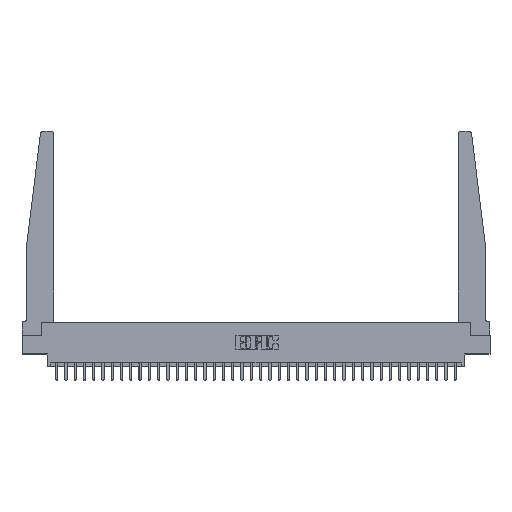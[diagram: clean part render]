
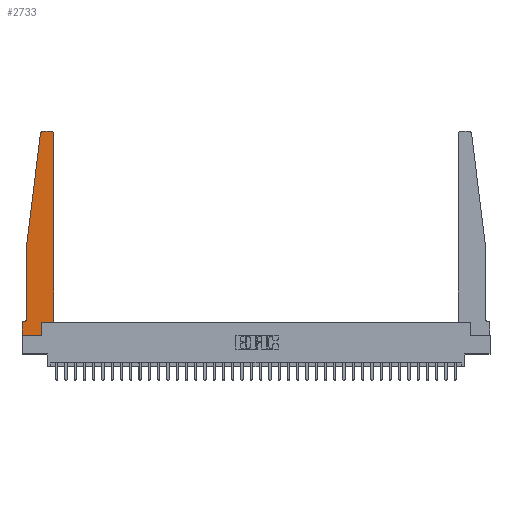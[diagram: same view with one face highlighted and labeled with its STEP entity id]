
A CAD part, top view. The second image highlights one B-rep face of the part: STEP entity #2733.
In plain terms, the highlighted planar face has unit normal (0, 0, 1).
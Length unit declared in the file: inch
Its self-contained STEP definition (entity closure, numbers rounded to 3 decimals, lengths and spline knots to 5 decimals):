
#50 = VERTEX_POINT ( 'NONE', #13394 ) ;
#54 = ORIENTED_EDGE ( 'NONE', *, *, #18187, .T. ) ;
#481 = CARTESIAN_POINT ( 'NONE',  ( 0., 0., 0.37 ) ) ;
#678 = ORIENTED_EDGE ( 'NONE', *, *, #16604, .T. ) ;
#1136 = DIRECTION ( 'NONE',  ( 0., -1., 0. ) ) ;
#1417 = CARTESIAN_POINT ( 'NONE',  ( 0.25, 2.75, 0.37 ) ) ;
#1699 = CARTESIAN_POINT ( 'NONE',  ( 0.2605, 0.18, 0.37 ) ) ;
#1967 = CARTESIAN_POINT ( 'NONE',  ( 0.065, 1.25, 0.37 ) ) ;
#2520 = CARTESIAN_POINT ( 'NONE',  ( 0.395, 2.75, 0.37 ) ) ;
#2555 = VERTEX_POINT ( 'NONE', #2520 ) ;
#2733 = ADVANCED_FACE ( 'NONE', ( #28691 ), #3905, .T. ) ;
#2773 = DIRECTION ( 'NONE',  ( -1., 0., 0. ) ) ;
#2847 = CARTESIAN_POINT ( 'NONE',  ( 0.425, 0.18, 0.37 ) ) ;
#3405 = ORIENTED_EDGE ( 'NONE', *, *, #4154, .T. ) ;
#3905 = PLANE ( 'NONE',  #24739 ) ;
#4154 = EDGE_CURVE ( 'NONE', #6858, #50, #17767, .T. ) ;
#4302 = VECTOR ( 'NONE', #24577, 39.37008 ) ;
#5123 = LINE ( 'NONE', #19515, #4302 ) ;
#5307 = EDGE_CURVE ( 'NONE', #2555, #22911, #5916, .T. ) ;
#5837 = VERTEX_POINT ( 'NONE', #26540 ) ;
#5916 = LINE ( 'NONE', #1417, #18903 ) ;
#6243 = ORIENTED_EDGE ( 'NONE', *, *, #27675, .T. ) ;
#6319 = CARTESIAN_POINT ( 'NONE',  ( 0., 0.1875, 0.37 ) ) ;
#6582 = DIRECTION ( 'NONE',  ( 0., 0., 1. ) ) ;
#6653 = VECTOR ( 'NONE', #17371, 39.37008 ) ;
#6858 = VERTEX_POINT ( 'NONE', #30561 ) ;
#7104 = CARTESIAN_POINT ( 'NONE',  ( 0.27653, 2.72, 0.37 ) ) ;
#7349 = CARTESIAN_POINT ( 'NONE',  ( 0.015, 0.2375, 0.37 ) ) ;
#8004 = CARTESIAN_POINT ( 'NONE',  ( 0.425, 2.72, 0.37 ) ) ;
#8063 = VECTOR ( 'NONE', #18084, 39.37008 ) ;
#8125 = EDGE_CURVE ( 'NONE', #22911, #6858, #28151, .T. ) ;
#8230 = CARTESIAN_POINT ( 'NONE',  ( 0.015, 0.1875, 0.37 ) ) ;
#8680 = EDGE_CURVE ( 'NONE', #21181, #5837, #9252, .T. ) ;
#9088 = VERTEX_POINT ( 'NONE', #23608 ) ;
#9252 = LINE ( 'NONE', #32123, #21310 ) ;
#9762 = DIRECTION ( 'NONE',  ( 1., 0., 0. ) ) ;
#9999 = DIRECTION ( 'NONE',  ( -1., 0., 0. ) ) ;
#11689 = AXIS2_PLACEMENT_3D ( 'NONE', #7104, #25170, #9762 ) ;
#13334 = DIRECTION ( 'NONE',  ( 0., 1., 0. ) ) ;
#13394 = CARTESIAN_POINT ( 'NONE',  ( 0.065, 1.25, 0.37 ) ) ;
#13746 = AXIS2_PLACEMENT_3D ( 'NONE', #29821, #14486, #32355 ) ;
#13917 = ORIENTED_EDGE ( 'NONE', *, *, #27191, .T. ) ;
#13938 = EDGE_CURVE ( 'NONE', #9088, #19496, #14979, .T. ) ;
#14027 = EDGE_CURVE ( 'NONE', #22105, #21181, #32937, .T. ) ;
#14315 = EDGE_CURVE ( 'NONE', #50, #29443, #5123, .T. ) ;
#14337 = VECTOR ( 'NONE', #13334, 39.37008 ) ;
#14440 = ORIENTED_EDGE ( 'NONE', *, *, #14027, .T. ) ;
#14486 = DIRECTION ( 'NONE',  ( 0., 0., 1. ) ) ;
#14979 = LINE ( 'NONE', #15514, #8063 ) ;
#15514 = CARTESIAN_POINT ( 'NONE',  ( 0.425, 0.18, 0.37 ) ) ;
#15603 = CARTESIAN_POINT ( 'NONE',  ( 0.425, 0.18, 0.37 ) ) ;
#16567 = ORIENTED_EDGE ( 'NONE', *, *, #13938, .T. ) ;
#16580 = VECTOR ( 'NONE', #2773, 39.37008 ) ;
#16604 = EDGE_CURVE ( 'NONE', #22689, #9088, #27261, .T. ) ;
#17035 = ORIENTED_EDGE ( 'NONE', *, *, #31651, .T. ) ;
#17182 = EDGE_LOOP ( 'NONE', ( #22536, #30500, #3405, #32534, #13917, #14440, #25988, #17035, #678, #16567, #54, #6243 ) ) ;
#17371 = DIRECTION ( 'NONE',  ( 0., 1., 0. ) ) ;
#17630 = DIRECTION ( 'NONE',  ( -0.122, -0.992, 0. ) ) ;
#17767 = LINE ( 'NONE', #1967, #22984 ) ;
#18084 = DIRECTION ( 'NONE',  ( 1., 0., 0. ) ) ;
#18187 = EDGE_CURVE ( 'NONE', #19496, #23972, #21967, .T. ) ;
#18774 = DIRECTION ( 'NONE',  ( 1., 0., 0. ) ) ;
#18903 = VECTOR ( 'NONE', #32399, 39.37008 ) ;
#19496 = VERTEX_POINT ( 'NONE', #15603 ) ;
#19515 = CARTESIAN_POINT ( 'NONE',  ( 0.065, 1.25, 0.37 ) ) ;
#21181 = VERTEX_POINT ( 'NONE', #6319 ) ;
#21310 = VECTOR ( 'NONE', #1136, 39.37008 ) ;
#21596 = CARTESIAN_POINT ( 'NONE',  ( 0.27653, 2.75, 0.37 ) ) ;
#21967 = LINE ( 'NONE', #2847, #14337 ) ;
#22071 = CARTESIAN_POINT ( 'NONE',  ( 0., 0.1875, 0.37 ) ) ;
#22105 = VERTEX_POINT ( 'NONE', #8230 ) ;
#22536 = ORIENTED_EDGE ( 'NONE', *, *, #5307, .T. ) ;
#22689 = VERTEX_POINT ( 'NONE', #30751 ) ;
#22911 = VERTEX_POINT ( 'NONE', #21596 ) ;
#22984 = VECTOR ( 'NONE', #17630, 39.37008 ) ;
#23608 = CARTESIAN_POINT ( 'NONE',  ( 0.2605, 0.18, 0.37 ) ) ;
#23877 = LINE ( 'NONE', #481, #24661 ) ;
#23972 = VERTEX_POINT ( 'NONE', #8004 ) ;
#24155 = CARTESIAN_POINT ( 'NONE',  ( 0.065, 0.2375, 0.37 ) ) ;
#24577 = DIRECTION ( 'NONE',  ( 0., -1., 0. ) ) ;
#24661 = VECTOR ( 'NONE', #18774, 39.37008 ) ;
#24662 = DIRECTION ( 'NONE',  ( 1., 0., 0. ) ) ;
#24739 = AXIS2_PLACEMENT_3D ( 'NONE', #22071, #6582, #24662 ) ;
#25170 = DIRECTION ( 'NONE',  ( 0., 0., 1. ) ) ;
#25394 = DIRECTION ( 'NONE',  ( 0., 0., -1. ) ) ;
#25988 = ORIENTED_EDGE ( 'NONE', *, *, #8680, .T. ) ;
#26173 = CARTESIAN_POINT ( 'NONE',  ( 0.065, 0.1875, 0.37 ) ) ;
#26540 = CARTESIAN_POINT ( 'NONE',  ( 0., 0., 0.37 ) ) ;
#27063 = AXIS2_PLACEMENT_3D ( 'NONE', #7349, #25394, #9999 ) ;
#27191 = EDGE_CURVE ( 'NONE', #29443, #22105, #30519, .T. ) ;
#27261 = LINE ( 'NONE', #1699, #6653 ) ;
#27675 = EDGE_CURVE ( 'NONE', #23972, #2555, #30498, .T. ) ;
#28151 = CIRCLE ( 'NONE', #11689, 0.03 ) ;
#28691 = FACE_OUTER_BOUND ( 'NONE', #17182, .T. ) ;
#29443 = VERTEX_POINT ( 'NONE', #24155 ) ;
#29821 = CARTESIAN_POINT ( 'NONE',  ( 0.395, 2.72, 0.37 ) ) ;
#30498 = CIRCLE ( 'NONE', #13746, 0.03 ) ;
#30500 = ORIENTED_EDGE ( 'NONE', *, *, #8125, .T. ) ;
#30519 = CIRCLE ( 'NONE', #27063, 0.05 ) ;
#30561 = CARTESIAN_POINT ( 'NONE',  ( 0.24675, 2.72367, 0.37 ) ) ;
#30751 = CARTESIAN_POINT ( 'NONE',  ( 0.2605, 0., 0.37 ) ) ;
#31651 = EDGE_CURVE ( 'NONE', #5837, #22689, #23877, .T. ) ;
#32123 = CARTESIAN_POINT ( 'NONE',  ( 0., 0., 0.37 ) ) ;
#32355 = DIRECTION ( 'NONE',  ( 1., 0., 0. ) ) ;
#32399 = DIRECTION ( 'NONE',  ( -1., 0., 0. ) ) ;
#32534 = ORIENTED_EDGE ( 'NONE', *, *, #14315, .T. ) ;
#32937 = LINE ( 'NONE', #26173, #16580 ) ;
